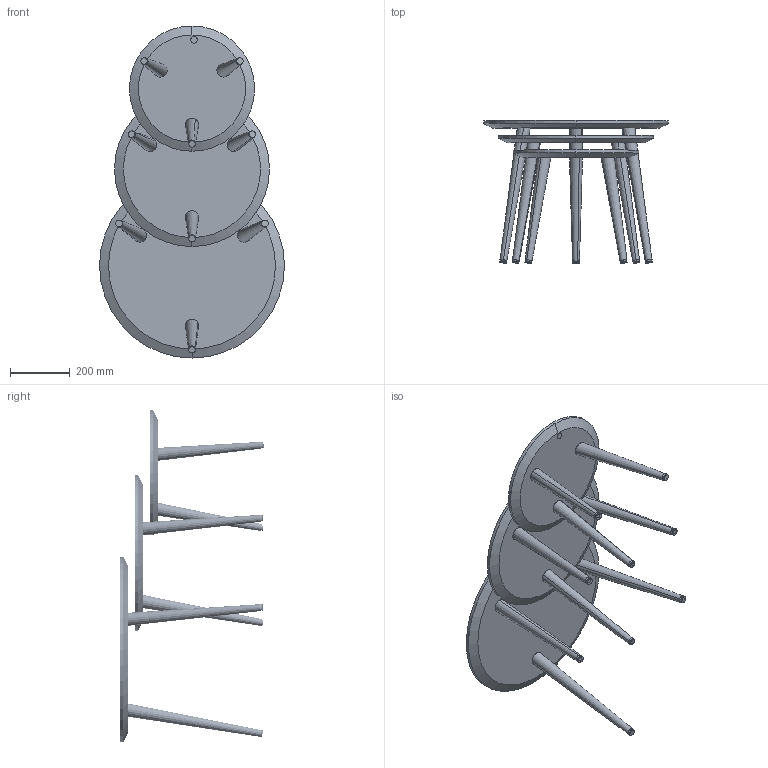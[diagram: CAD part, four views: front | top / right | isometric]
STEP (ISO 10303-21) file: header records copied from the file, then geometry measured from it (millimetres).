
FILE_DESCRIPTION (( 'STEP AP203' ), '1' );
FILE_NAME ('0. Okrugli stoliæi L, M, S - set.STEP', '2023-11-23T12:07:43', ( '' ), ( '' ), 'SwSTEP 2.0', 'SolidWorks 2023', '' );
FILE_SCHEMA (( 'CONFIG_CONTROL_DESIGN' ));
Products named in the file (1): 0. Okrugli stolići L, M, S - set
Bounding box: 620 x 480.49 x 1113.35 mm (x, y, z)
Volume: 18572900 mm3; surface area: 1840103.5 mm2
Topology: 42 solids, 42 shells, 1539 faces, 4035 edges, 2616 vertices
Faces by surface type: cylinder 918, plane 291, bspline 216, cone 96, torus 18
Entity records: 176483 total; most frequent: CARTESIAN_POINT 145216, ORIENTED_EDGE 8070, DIRECTION 4895, EDGE_CURVE 4035, VERTEX_POINT 2616, AXIS2_PLACEMENT_3D 1729, EDGE_LOOP 1593, FACE_OUTER_BOUND 1539
